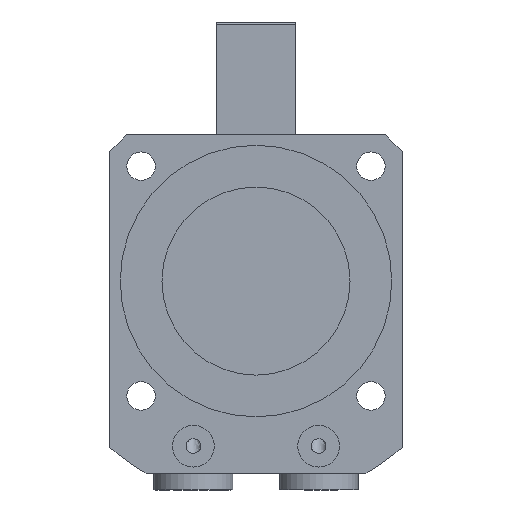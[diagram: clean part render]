
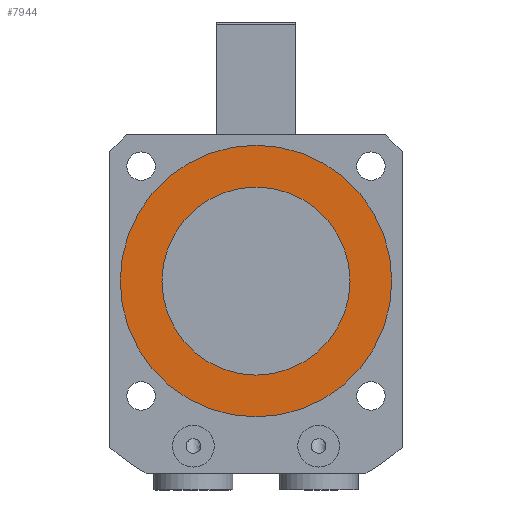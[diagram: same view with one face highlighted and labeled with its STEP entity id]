
A CAD part, front view. The second image highlights one B-rep face of the part: STEP entity #7944.
In plain terms, the highlighted planar face has unit normal (0, -1, 0).
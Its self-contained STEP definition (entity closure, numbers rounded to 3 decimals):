
#206 = DIRECTION ( 'NONE',  ( 0., 0., -1. ) ) ;
#374 = CIRCLE ( 'NONE', #577, 32.5 ) ;
#577 = AXIS2_PLACEMENT_3D ( 'NONE', #7704, #3343, #8416 ) ;
#828 = VERTEX_POINT ( 'NONE', #8360 ) ;
#885 = CARTESIAN_POINT ( 'NONE',  ( 0., -7., -32.5 ) ) ;
#1294 = ORIENTED_EDGE ( 'NONE', *, *, #2224, .T. ) ;
#2224 = EDGE_CURVE ( 'NONE', #4106, #5903, #8397, .T. ) ;
#2495 = CARTESIAN_POINT ( 'NONE',  ( 0., -7., 0. ) ) ;
#2984 = CARTESIAN_POINT ( 'NONE',  ( 22.5, -7., 0. ) ) ;
#3221 = DIRECTION ( 'NONE',  ( -1., 0., 0. ) ) ;
#3332 = ORIENTED_EDGE ( 'NONE', *, *, #5984, .T. ) ;
#3343 = DIRECTION ( 'NONE',  ( 0., -1., 0. ) ) ;
#3530 = AXIS2_PLACEMENT_3D ( 'NONE', #3827, #8895, #4546 ) ;
#3675 = FACE_OUTER_BOUND ( 'NONE', #5195, .T. ) ;
#3757 = DIRECTION ( 'NONE',  ( 0., 1., 0. ) ) ;
#3827 = CARTESIAN_POINT ( 'NONE',  ( 0., -7., 0. ) ) ;
#4106 = VERTEX_POINT ( 'NONE', #2984 ) ;
#4271 = EDGE_LOOP ( 'NONE', ( #7051, #1294 ) ) ;
#4411 = ORIENTED_EDGE ( 'NONE', *, *, #6459, .T. ) ;
#4486 = DIRECTION ( 'NONE',  ( 0., -1., 0. ) ) ;
#4546 = DIRECTION ( 'NONE',  ( 0., 0., -1. ) ) ;
#5195 = EDGE_LOOP ( 'NONE', ( #4411, #3332 ) ) ;
#5802 = CARTESIAN_POINT ( 'NONE',  ( -22.5, -7., 0. ) ) ;
#5903 = VERTEX_POINT ( 'NONE', #5802 ) ;
#5984 = EDGE_CURVE ( 'NONE', #828, #6212, #6386, .T. ) ;
#5988 = PLANE ( 'NONE',  #3530 ) ;
#6212 = VERTEX_POINT ( 'NONE', #885 ) ;
#6386 = CIRCLE ( 'NONE', #7896, 32.5 ) ;
#6459 = EDGE_CURVE ( 'NONE', #6212, #828, #374, .T. ) ;
#7051 = ORIENTED_EDGE ( 'NONE', *, *, #8710, .T. ) ;
#7441 = AXIS2_PLACEMENT_3D ( 'NONE', #8124, #3757, #8835 ) ;
#7576 = DIRECTION ( 'NONE',  ( 0., 1., 0. ) ) ;
#7704 = CARTESIAN_POINT ( 'NONE',  ( 0., -7., 0. ) ) ;
#7868 = AXIS2_PLACEMENT_3D ( 'NONE', #2495, #7576, #3221 ) ;
#7896 = AXIS2_PLACEMENT_3D ( 'NONE', #8829, #4486, #206 ) ;
#7944 = ADVANCED_FACE ( 'NONE', ( #9255, #3675 ), #5988, .T. ) ;
#8124 = CARTESIAN_POINT ( 'NONE',  ( 0., -7., 0. ) ) ;
#8360 = CARTESIAN_POINT ( 'NONE',  ( 0., -7., 32.5 ) ) ;
#8397 = CIRCLE ( 'NONE', #7441, 22.5 ) ;
#8416 = DIRECTION ( 'NONE',  ( 0., 0., -1. ) ) ;
#8710 = EDGE_CURVE ( 'NONE', #5903, #4106, #9150, .T. ) ;
#8829 = CARTESIAN_POINT ( 'NONE',  ( 0., -7., 0. ) ) ;
#8835 = DIRECTION ( 'NONE',  ( -1., 0., 0. ) ) ;
#8895 = DIRECTION ( 'NONE',  ( 0., -1., 0. ) ) ;
#9150 = CIRCLE ( 'NONE', #7868, 22.5 ) ;
#9255 = FACE_BOUND ( 'NONE', #4271, .T. ) ;
